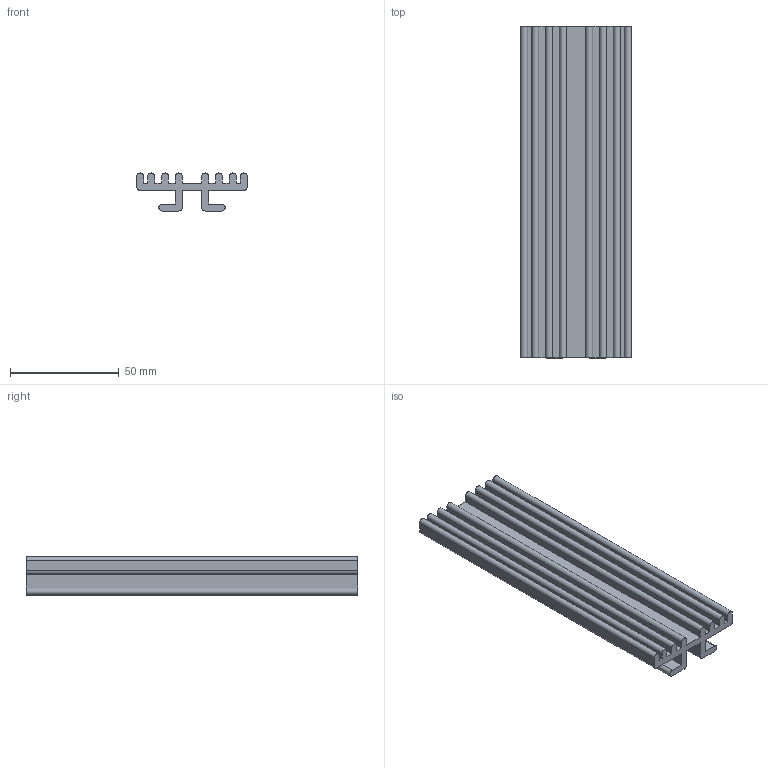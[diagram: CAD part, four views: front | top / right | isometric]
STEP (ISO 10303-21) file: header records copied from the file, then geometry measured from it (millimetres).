
FILE_DESCRIPTION((''),'2;1');
FILE_NAME('SG1707.STP', '2021-03-10T13:30:37',(''), (''), 'KCM Version 2.0.6974.6974', 'KeyCreator Pro', '');
FILE_SCHEMA(('AUTOMOTIVE_DESIGN'));
Length unit declared in the file: inch
Bounding box: 50.8 x 152.4 x 17.45 mm (x, y, z)
Volume: 57580.6 mm3; surface area: 36748.6 mm2
Topology: 1 solids, 1 shells, 50 faces, 144 edges, 96 vertices
Faces by surface type: plane 36, cylinder 14
Entity records: 1661 total; most frequent: CARTESIAN_POINT 291, ORIENTED_EDGE 288, DIRECTION 274, EDGE_CURVE 144, VECTOR 116, LINE 116, VERTEX_POINT 96, AXIS2_PLACEMENT_3D 79
